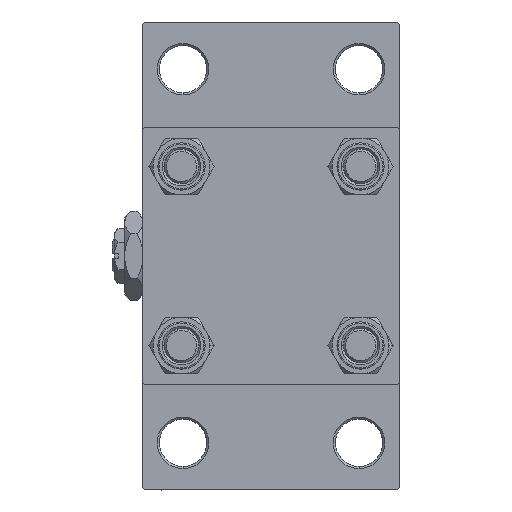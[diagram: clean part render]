
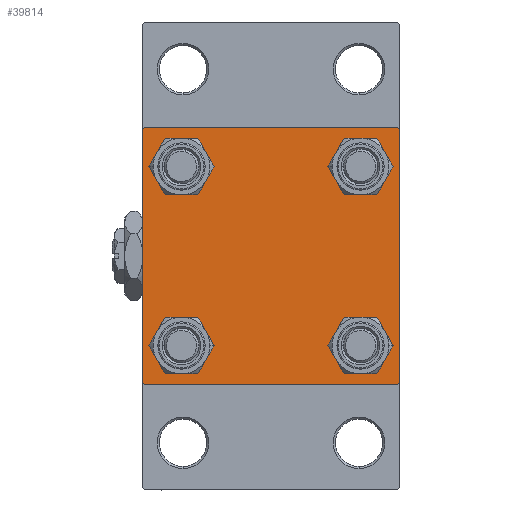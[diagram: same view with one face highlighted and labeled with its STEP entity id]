
A CAD part, left-side view. The second image highlights one B-rep face of the part: STEP entity #39814.
In plain terms, the highlighted planar face has unit normal (-1, 0, 0).
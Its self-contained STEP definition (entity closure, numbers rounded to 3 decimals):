
#1368 = FACE_BOUND ( 'NONE', #22320, .T. ) ;
#1619 = FACE_BOUND ( 'NONE', #4800, .T. ) ;
#1956 = CARTESIAN_POINT ( 'NONE',  ( 0., 30., 30. ) ) ;
#2029 = LINE ( 'NONE', #35840, #27512 ) ;
#2521 = DIRECTION ( 'NONE',  ( 0., 0.707, -0.707 ) ) ;
#3313 = LINE ( 'NONE', #11014, #14390 ) ;
#3778 = VERTEX_POINT ( 'NONE', #26888 ) ;
#3849 = DIRECTION ( 'NONE',  ( 0., -0.707, -0.707 ) ) ;
#4445 = LINE ( 'NONE', #41998, #32791 ) ;
#4639 = DIRECTION ( 'NONE',  ( 0., 0., 1. ) ) ;
#4694 = DIRECTION ( 'NONE',  ( 0., -1., 0. ) ) ;
#4800 = EDGE_LOOP ( 'NONE', ( #31025, #43500 ) ) ;
#4888 = DIRECTION ( 'NONE',  ( 1., 0., 0. ) ) ;
#5130 = VERTEX_POINT ( 'NONE', #34295 ) ;
#5378 = CARTESIAN_POINT ( 'NONE',  ( 0., -29.75, -29.75 ) ) ;
#6029 = DIRECTION ( 'NONE',  ( 1., 0., 0. ) ) ;
#6296 = AXIS2_PLACEMENT_3D ( 'NONE', #24925, #6029, #21195 ) ;
#7165 = ORIENTED_EDGE ( 'NONE', *, *, #11115, .F. ) ;
#7632 = EDGE_CURVE ( 'NONE', #27909, #19540, #34932, .T. ) ;
#8119 = EDGE_CURVE ( 'NONE', #35151, #41304, #22018, .T. ) ;
#8498 = AXIS2_PLACEMENT_3D ( 'NONE', #13274, #9295, #24454 ) ;
#8742 = AXIS2_PLACEMENT_3D ( 'NONE', #28313, #13402, #43971 ) ;
#9295 = DIRECTION ( 'NONE',  ( 1., 0., 0. ) ) ;
#9322 = FACE_BOUND ( 'NONE', #28407, .T. ) ;
#9460 = AXIS2_PLACEMENT_3D ( 'NONE', #20223, #35357, #41303 ) ;
#9826 = FACE_BOUND ( 'NONE', #20633, .T. ) ;
#10169 = DIRECTION ( 'NONE',  ( 0., 0., 1. ) ) ;
#10173 = CARTESIAN_POINT ( 'NONE',  ( 0., -20.85, -16.35 ) ) ;
#10417 = ORIENTED_EDGE ( 'NONE', *, *, #24303, .T. ) ;
#11014 = CARTESIAN_POINT ( 'NONE',  ( 0., -29.75, 29.75 ) ) ;
#11052 = EDGE_CURVE ( 'NONE', #24537, #46317, #20728, .T. ) ;
#11115 = EDGE_CURVE ( 'NONE', #30571, #26379, #15049, .T. ) ;
#11337 = VERTEX_POINT ( 'NONE', #37768 ) ;
#12647 = CIRCLE ( 'NONE', #30143, 4.5 ) ;
#13048 = EDGE_CURVE ( 'NONE', #26047, #38775, #39841, .T. ) ;
#13274 = CARTESIAN_POINT ( 'NONE',  ( 0., 20.85, -20.85 ) ) ;
#13402 = DIRECTION ( 'NONE',  ( 1., 0., 0. ) ) ;
#13565 = DIRECTION ( 'NONE',  ( 0., 0., 1. ) ) ;
#14156 = EDGE_CURVE ( 'NONE', #3778, #26379, #47652, .T. ) ;
#14390 = VECTOR ( 'NONE', #15262, 1000. ) ;
#14905 = DIRECTION ( 'NONE',  ( 1., 0., 0. ) ) ;
#15049 = LINE ( 'NONE', #22252, #46902 ) ;
#15262 = DIRECTION ( 'NONE',  ( 0., 0.707, 0.707 ) ) ;
#17143 = DIRECTION ( 'NONE',  ( 0., 0., -1. ) ) ;
#17295 = PLANE ( 'NONE',  #43740 ) ;
#17898 = CARTESIAN_POINT ( 'NONE',  ( 0., -20.85, 20.85 ) ) ;
#19115 = EDGE_CURVE ( 'NONE', #41304, #3778, #4445, .T. ) ;
#19540 = VERTEX_POINT ( 'NONE', #21043 ) ;
#20175 = EDGE_CURVE ( 'NONE', #11337, #35151, #36011, .T. ) ;
#20223 = CARTESIAN_POINT ( 'NONE',  ( 0., -20.85, -20.85 ) ) ;
#20633 = EDGE_LOOP ( 'NONE', ( #10417, #41938 ) ) ;
#20728 = CIRCLE ( 'NONE', #38971, 4.5 ) ;
#20830 = VECTOR ( 'NONE', #39945, 1000. ) ;
#20872 = EDGE_CURVE ( 'NONE', #27327, #29008, #23586, .T. ) ;
#21043 = CARTESIAN_POINT ( 'NONE',  ( 0., -20.85, 25.35 ) ) ;
#21195 = DIRECTION ( 'NONE',  ( 0., 0., 1. ) ) ;
#21415 = ORIENTED_EDGE ( 'NONE', *, *, #28426, .T. ) ;
#21458 = VECTOR ( 'NONE', #29475, 1000. ) ;
#22018 = LINE ( 'NONE', #33693, #26236 ) ;
#22252 = CARTESIAN_POINT ( 'NONE',  ( 0., -30., 30. ) ) ;
#22320 = EDGE_LOOP ( 'NONE', ( #45220, #24341 ) ) ;
#22510 = CARTESIAN_POINT ( 'NONE',  ( 0., 30., -29.5 ) ) ;
#22758 = ORIENTED_EDGE ( 'NONE', *, *, #44063, .T. ) ;
#22767 = CARTESIAN_POINT ( 'NONE',  ( 0., 29.5, -30. ) ) ;
#23159 = ORIENTED_EDGE ( 'NONE', *, *, #8119, .T. ) ;
#23586 = CIRCLE ( 'NONE', #8498, 4.5 ) ;
#24114 = ORIENTED_EDGE ( 'NONE', *, *, #19115, .T. ) ;
#24303 = EDGE_CURVE ( 'NONE', #46317, #24537, #35633, .T. ) ;
#24341 = ORIENTED_EDGE ( 'NONE', *, *, #7632, .T. ) ;
#24364 = DIRECTION ( 'NONE',  ( 0., 0., 1. ) ) ;
#24449 = CARTESIAN_POINT ( 'NONE',  ( 0., 20.85, -16.35 ) ) ;
#24454 = DIRECTION ( 'NONE',  ( 0., 0., 1. ) ) ;
#24485 = FACE_OUTER_BOUND ( 'NONE', #49066, .T. ) ;
#24535 = CIRCLE ( 'NONE', #6296, 4.5 ) ;
#24537 = VERTEX_POINT ( 'NONE', #27845 ) ;
#24925 = CARTESIAN_POINT ( 'NONE',  ( 0., 20.85, -20.85 ) ) ;
#25112 = EDGE_CURVE ( 'NONE', #29008, #27327, #24535, .T. ) ;
#25325 = EDGE_CURVE ( 'NONE', #19540, #27909, #12647, .T. ) ;
#25433 = CARTESIAN_POINT ( 'NONE',  ( 0., 20.85, 20.85 ) ) ;
#25454 = ORIENTED_EDGE ( 'NONE', *, *, #37326, .F. ) ;
#25666 = VECTOR ( 'NONE', #17143, 1000. ) ;
#26047 = VERTEX_POINT ( 'NONE', #46881 ) ;
#26236 = VECTOR ( 'NONE', #3849, 1000. ) ;
#26379 = VERTEX_POINT ( 'NONE', #40266 ) ;
#26715 = CARTESIAN_POINT ( 'NONE',  ( 0., -20.85, 16.35 ) ) ;
#26888 = CARTESIAN_POINT ( 'NONE',  ( 0., -29.5, -30. ) ) ;
#26920 = CARTESIAN_POINT ( 'NONE',  ( 0., 20.85, 16.35 ) ) ;
#27327 = VERTEX_POINT ( 'NONE', #24449 ) ;
#27512 = VECTOR ( 'NONE', #2521, 1000. ) ;
#27845 = CARTESIAN_POINT ( 'NONE',  ( 0., -20.85, -25.35 ) ) ;
#27909 = VERTEX_POINT ( 'NONE', #26715 ) ;
#28313 = CARTESIAN_POINT ( 'NONE',  ( 0., -20.85, 20.85 ) ) ;
#28407 = EDGE_LOOP ( 'NONE', ( #39566, #30216 ) ) ;
#28426 = EDGE_CURVE ( 'NONE', #5130, #11337, #2029, .T. ) ;
#28977 = CARTESIAN_POINT ( 'NONE',  ( 0., -20.85, -20.85 ) ) ;
#29008 = VERTEX_POINT ( 'NONE', #35461 ) ;
#29475 = DIRECTION ( 'NONE',  ( 0., -1., 0. ) ) ;
#29706 = DIRECTION ( 'NONE',  ( 0., 0., -1. ) ) ;
#30143 = AXIS2_PLACEMENT_3D ( 'NONE', #17898, #14905, #10169 ) ;
#30216 = ORIENTED_EDGE ( 'NONE', *, *, #25112, .T. ) ;
#30355 = CIRCLE ( 'NONE', #39869, 4.5 ) ;
#30571 = VERTEX_POINT ( 'NONE', #31923 ) ;
#31025 = ORIENTED_EDGE ( 'NONE', *, *, #13048, .T. ) ;
#31923 = CARTESIAN_POINT ( 'NONE',  ( 0., -30., 29.5 ) ) ;
#32534 = ORIENTED_EDGE ( 'NONE', *, *, #14156, .T. ) ;
#32791 = VECTOR ( 'NONE', #4694, 1000. ) ;
#33083 = ORIENTED_EDGE ( 'NONE', *, *, #20175, .T. ) ;
#33468 = AXIS2_PLACEMENT_3D ( 'NONE', #25433, #4888, #4639 ) ;
#33693 = CARTESIAN_POINT ( 'NONE',  ( 0., 29.75, -29.75 ) ) ;
#34295 = CARTESIAN_POINT ( 'NONE',  ( 0., 29.5, 30. ) ) ;
#34932 = CIRCLE ( 'NONE', #8742, 4.5 ) ;
#35151 = VERTEX_POINT ( 'NONE', #22510 ) ;
#35184 = DIRECTION ( 'NONE',  ( -1., 0., 0. ) ) ;
#35357 = DIRECTION ( 'NONE',  ( 1., 0., 0. ) ) ;
#35461 = CARTESIAN_POINT ( 'NONE',  ( 0., 20.85, -25.35 ) ) ;
#35633 = CIRCLE ( 'NONE', #9460, 4.5 ) ;
#35840 = CARTESIAN_POINT ( 'NONE',  ( 0., 29.75, 29.75 ) ) ;
#36011 = LINE ( 'NONE', #1956, #25666 ) ;
#37326 = EDGE_CURVE ( 'NONE', #5130, #43928, #48862, .T. ) ;
#37768 = CARTESIAN_POINT ( 'NONE',  ( 0., 30., 29.5 ) ) ;
#38775 = VERTEX_POINT ( 'NONE', #26920 ) ;
#38971 = AXIS2_PLACEMENT_3D ( 'NONE', #28977, #44132, #40647 ) ;
#39566 = ORIENTED_EDGE ( 'NONE', *, *, #20872, .T. ) ;
#39814 = ADVANCED_FACE ( 'NONE', ( #1368, #9826, #9322, #1619, #24485 ), #17295, .T. ) ;
#39841 = CIRCLE ( 'NONE', #33468, 4.5 ) ;
#39869 = AXIS2_PLACEMENT_3D ( 'NONE', #40497, #47486, #24364 ) ;
#39945 = DIRECTION ( 'NONE',  ( 0., -0.707, 0.707 ) ) ;
#40266 = CARTESIAN_POINT ( 'NONE',  ( 0., -30., -29.5 ) ) ;
#40497 = CARTESIAN_POINT ( 'NONE',  ( 0., 20.85, 20.85 ) ) ;
#40647 = DIRECTION ( 'NONE',  ( 0., 0., 1. ) ) ;
#41303 = DIRECTION ( 'NONE',  ( 0., 0., 1. ) ) ;
#41304 = VERTEX_POINT ( 'NONE', #22767 ) ;
#41938 = ORIENTED_EDGE ( 'NONE', *, *, #11052, .T. ) ;
#41998 = CARTESIAN_POINT ( 'NONE',  ( 0., 30., -30. ) ) ;
#43368 = CARTESIAN_POINT ( 'NONE',  ( 0., -29.5, 30. ) ) ;
#43500 = ORIENTED_EDGE ( 'NONE', *, *, #45382, .T. ) ;
#43633 = CARTESIAN_POINT ( 'NONE',  ( 0., 0., 0. ) ) ;
#43740 = AXIS2_PLACEMENT_3D ( 'NONE', #43633, #35184, #13565 ) ;
#43928 = VERTEX_POINT ( 'NONE', #43368 ) ;
#43971 = DIRECTION ( 'NONE',  ( 0., 0., 1. ) ) ;
#44063 = EDGE_CURVE ( 'NONE', #30571, #43928, #3313, .T. ) ;
#44132 = DIRECTION ( 'NONE',  ( 1., 0., 0. ) ) ;
#44639 = CARTESIAN_POINT ( 'NONE',  ( 0., 30., 30. ) ) ;
#45220 = ORIENTED_EDGE ( 'NONE', *, *, #25325, .T. ) ;
#45382 = EDGE_CURVE ( 'NONE', #38775, #26047, #30355, .T. ) ;
#46317 = VERTEX_POINT ( 'NONE', #10173 ) ;
#46881 = CARTESIAN_POINT ( 'NONE',  ( 0., 20.85, 25.35 ) ) ;
#46902 = VECTOR ( 'NONE', #29706, 1000. ) ;
#47486 = DIRECTION ( 'NONE',  ( 1., 0., 0. ) ) ;
#47652 = LINE ( 'NONE', #5378, #20830 ) ;
#48862 = LINE ( 'NONE', #44639, #21458 ) ;
#49066 = EDGE_LOOP ( 'NONE', ( #33083, #23159, #24114, #32534, #7165, #22758, #25454, #21415 ) ) ;
